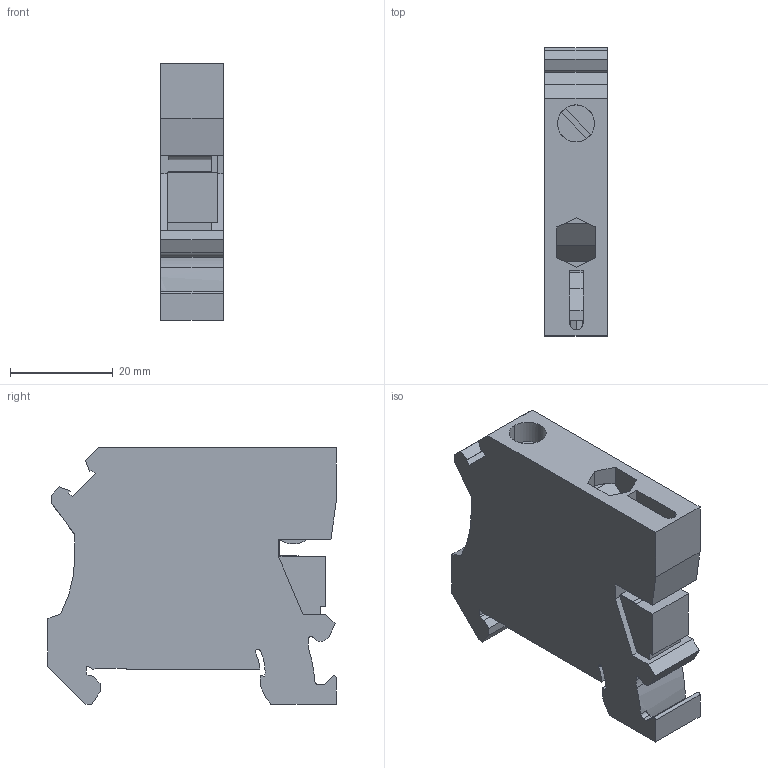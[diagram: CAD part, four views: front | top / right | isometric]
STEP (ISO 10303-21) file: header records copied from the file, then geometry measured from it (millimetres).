
FILE_DESCRIPTION(('STEP AP214'),'1');
FILE_NAME('cctmp_9BA04911-F8C9-46BB-B894-F7C7FE20CCC0_2023_07_24_09_29_41_0268..stp','2023-07-24T07:29:41',('SIEMENS A&D'),('CADClick - www.CADClick.com'),'Spatial InterOp 3D postprocessed',' ','unknown authorization');
FILE_SCHEMA(('AUTOMOTIVE_DESIGN'));
Length unit declared in the file: millimetre
Products named in the file (1): 2023_07_24_09_29_41_0262
Bounding box: 12.15 x 56 x 49.85 mm (x, y, z)
Volume: 25432.1 mm3; surface area: 8911.4 mm2
Topology: 1 solids, 1 shells, 147 faces, 417 edges, 276 vertices
Faces by surface type: plane 120, cylinder 27
Entity records: 5205 total; most frequent: CARTESIAN_POINT 841, ORIENTED_EDGE 834, DIRECTION 775, EDGE_CURVE 417, LINE 355, VECTOR 355, VERTEX_POINT 276, AXIS2_PLACEMENT_3D 210
